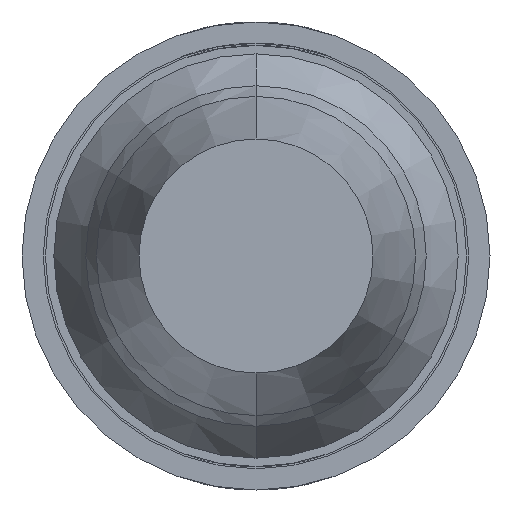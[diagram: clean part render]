
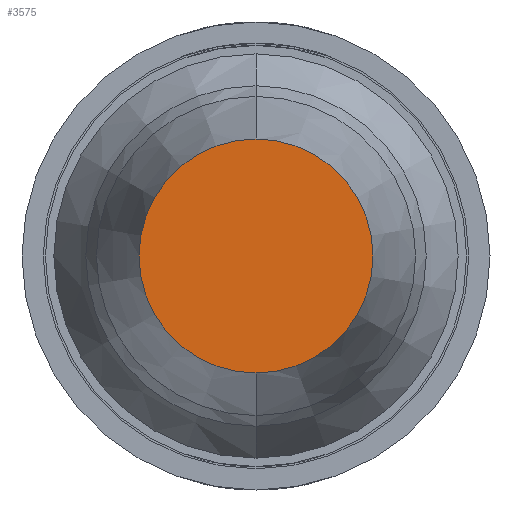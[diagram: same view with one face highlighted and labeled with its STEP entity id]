
A CAD part, front view. The second image highlights one B-rep face of the part: STEP entity #3575.
In plain terms, the highlighted planar face has unit normal (0, -1, 0).
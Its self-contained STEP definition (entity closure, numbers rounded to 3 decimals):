
#205 = DIRECTION ( 'NONE',  ( 0., 0., 1. ) ) ;
#506 = CARTESIAN_POINT ( 'NONE',  ( 0., -36.5, 0.55 ) ) ;
#587 = CIRCLE ( 'NONE', #2470, 0.55 ) ;
#672 = CARTESIAN_POINT ( 'NONE',  ( 0., -36.5, 0. ) ) ;
#1009 = FACE_OUTER_BOUND ( 'NONE', #1104, .T. ) ;
#1104 = EDGE_LOOP ( 'NONE', ( #2006, #3227 ) ) ;
#1750 = EDGE_CURVE ( 'Defeature ausgef�hrt2_40+Defeature ausgef�hrt2_41+Defeature ausgef�hrt2_41+Defeature ausgef�hrt2_41', #3144, #4102, #2894, .T. ) ;
#2006 = ORIENTED_EDGE ( 'NONE', *, *, #1750, .F. ) ;
#2265 = AXIS2_PLACEMENT_3D ( 'NONE', #3051, #4562, #6061 ) ;
#2470 = AXIS2_PLACEMENT_3D ( 'NONE', #2725, #5774, #3203 ) ;
#2725 = CARTESIAN_POINT ( 'NONE',  ( 0., -36.5, 0. ) ) ;
#2894 = CIRCLE ( 'NONE', #4946, 0.55 ) ;
#3019 = PLANE ( 'NONE',  #2265 ) ;
#3051 = CARTESIAN_POINT ( 'NONE',  ( -0.55, -36.5, 0. ) ) ;
#3144 = VERTEX_POINT ( 'NONE', #506 ) ;
#3203 = DIRECTION ( 'NONE',  ( 0., 0., 1. ) ) ;
#3227 = ORIENTED_EDGE ( 'NONE', *, *, #5582, .F. ) ;
#3575 = ADVANCED_FACE ( 'Defeature ausgef�hrt2_41', ( #1009 ), #3019, .T. ) ;
#3954 = CARTESIAN_POINT ( 'NONE',  ( 0., -36.5, -0.55 ) ) ;
#4102 = VERTEX_POINT ( 'NONE', #3954 ) ;
#4562 = DIRECTION ( 'NONE',  ( 0., -1., 0. ) ) ;
#4806 = DIRECTION ( 'NONE',  ( 0., 1., 0. ) ) ;
#4946 = AXIS2_PLACEMENT_3D ( 'NONE', #672, #4806, #205 ) ;
#5582 = EDGE_CURVE ( 'Defeature ausgef�hrt2_40+Defeature ausgef�hrt2_41+Defeature ausgef�hrt2_41+Defeature ausgef�hrt2_41', #4102, #3144, #587, .T. ) ;
#5774 = DIRECTION ( 'NONE',  ( 0., 1., 0. ) ) ;
#6061 = DIRECTION ( 'NONE',  ( 0., 0., -1. ) ) ;
